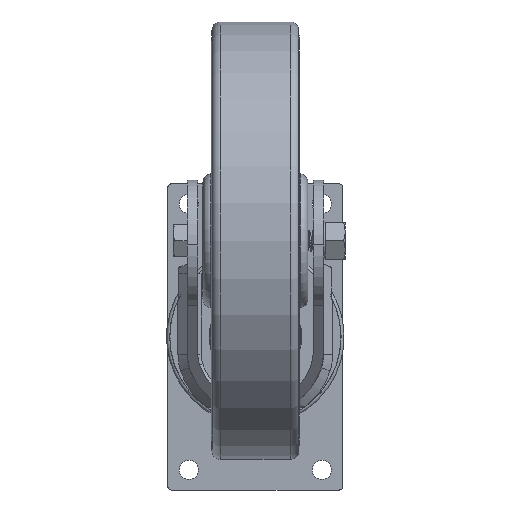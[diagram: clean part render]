
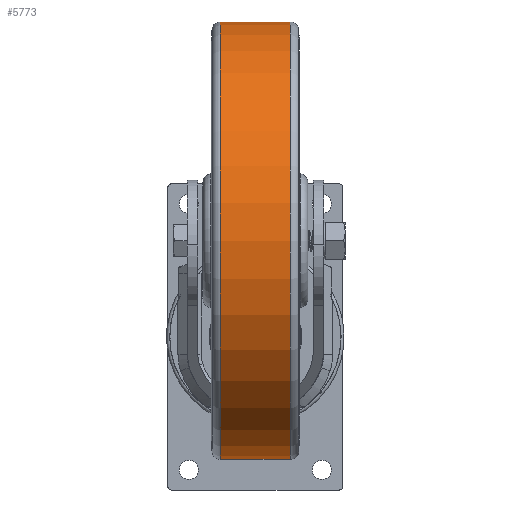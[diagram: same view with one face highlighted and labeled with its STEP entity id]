
A CAD part, front view. The second image highlights one B-rep face of the part: STEP entity #5773.
In plain terms, the highlighted cylindrical face has radius 125 mm (diameter 250 mm), a partial arc.
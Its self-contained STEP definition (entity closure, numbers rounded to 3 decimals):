
#375 = ORIENTED_EDGE ( 'NONE', *, *, #3236, .F. ) ;
#662 = DIRECTION ( 'NONE',  ( 0., 0., 1. ) ) ;
#1823 = CARTESIAN_POINT ( 'NONE',  ( -20., -165.5, 180. ) ) ;
#2114 = DIRECTION ( 'NONE',  ( -1., 0., 0. ) ) ;
#2168 = CYLINDRICAL_SURFACE ( 'NONE', #3493, 125. ) ;
#2946 = LINE ( 'NONE', #11649, #3567 ) ;
#3236 = EDGE_CURVE ( 'NONE', #12070, #10108, #11883, .T. ) ;
#3493 = AXIS2_PLACEMENT_3D ( 'NONE', #5094, #2114, #7913 ) ;
#3567 = VECTOR ( 'NONE', #10112, 1000. ) ;
#4099 = CIRCLE ( 'NONE', #10467, 125. ) ;
#4131 = DIRECTION ( 'NONE',  ( -1., 0., 0. ) ) ;
#4337 = DIRECTION ( 'NONE',  ( -1., 0., 0. ) ) ;
#4673 = VERTEX_POINT ( 'NONE', #5159 ) ;
#4790 = FACE_OUTER_BOUND ( 'NONE', #10432, .T. ) ;
#5094 = CARTESIAN_POINT ( 'NONE',  ( -27.136, -165.5, 55. ) ) ;
#5159 = CARTESIAN_POINT ( 'NONE',  ( 20., -165.5, 180. ) ) ;
#5773 = ADVANCED_FACE ( 'NONE', ( #4790 ), #2168, .T. ) ;
#6070 = EDGE_CURVE ( 'NONE', #10108, #10469, #4099, .T. ) ;
#6078 = CARTESIAN_POINT ( 'NONE',  ( -27.136, -165.5, -70. ) ) ;
#6293 = CARTESIAN_POINT ( 'NONE',  ( 20., -165.5, 55. ) ) ;
#6339 = ORIENTED_EDGE ( 'NONE', *, *, #8714, .T. ) ;
#6694 = VECTOR ( 'NONE', #4131, 1000. ) ;
#7003 = DIRECTION ( 'NONE',  ( -1., 0., 0. ) ) ;
#7239 = DIRECTION ( 'NONE',  ( 0., 0., 1. ) ) ;
#7913 = DIRECTION ( 'NONE',  ( 0., 0., 1. ) ) ;
#7928 = CIRCLE ( 'NONE', #11226, 125. ) ;
#8714 = EDGE_CURVE ( 'NONE', #12070, #4673, #7928, .T. ) ;
#8913 = CARTESIAN_POINT ( 'NONE',  ( -20., -165.5, 55. ) ) ;
#10108 = VERTEX_POINT ( 'NONE', #10203 ) ;
#10112 = DIRECTION ( 'NONE',  ( -1., 0., 0. ) ) ;
#10203 = CARTESIAN_POINT ( 'NONE',  ( -20., -165.5, -70. ) ) ;
#10432 = EDGE_LOOP ( 'NONE', ( #375, #6339, #11876, #10655 ) ) ;
#10467 = AXIS2_PLACEMENT_3D ( 'NONE', #8913, #7003, #662 ) ;
#10469 = VERTEX_POINT ( 'NONE', #1823 ) ;
#10655 = ORIENTED_EDGE ( 'NONE', *, *, #6070, .F. ) ;
#10913 = EDGE_CURVE ( 'NONE', #4673, #10469, #2946, .T. ) ;
#11226 = AXIS2_PLACEMENT_3D ( 'NONE', #6293, #4337, #7239 ) ;
#11642 = CARTESIAN_POINT ( 'NONE',  ( 20., -165.5, -70. ) ) ;
#11649 = CARTESIAN_POINT ( 'NONE',  ( -27.136, -165.5, 180. ) ) ;
#11876 = ORIENTED_EDGE ( 'NONE', *, *, #10913, .T. ) ;
#11883 = LINE ( 'NONE', #6078, #6694 ) ;
#12070 = VERTEX_POINT ( 'NONE', #11642 ) ;
